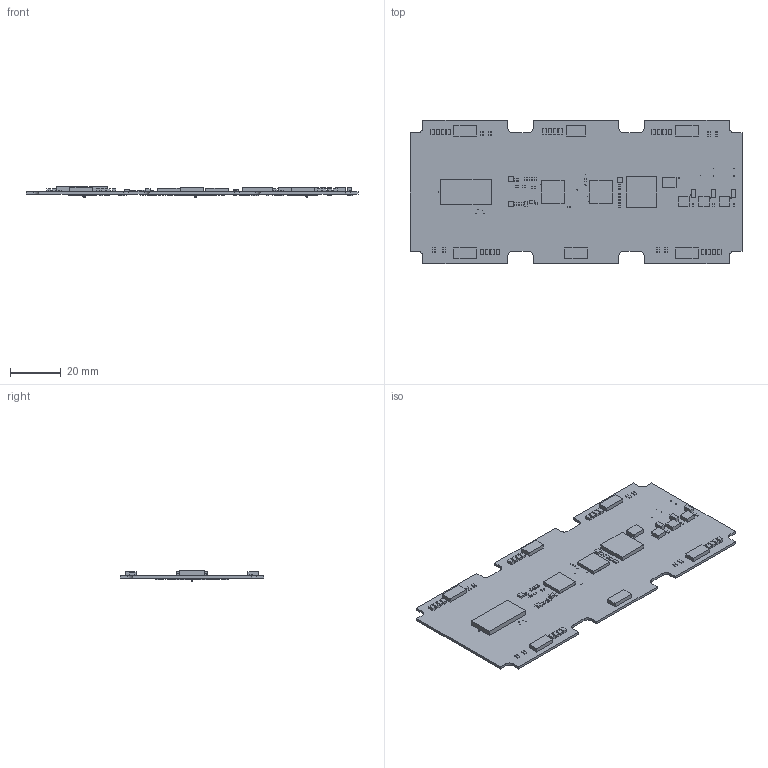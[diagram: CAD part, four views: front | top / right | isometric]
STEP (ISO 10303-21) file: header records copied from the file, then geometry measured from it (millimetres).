
FILE_DESCRIPTION(('Open CASCADE Model'),'2;1');
FILE_NAME('Open CASCADE Shape Model','2020-09-11T11:32:20',('Author'),( 'Open CASCADE'),'Open CASCADE STEP processor 6.8','Open CASCADE 6.8' ,'Unknown');
FILE_SCHEMA(('AUTOMOTIVE_DESIGN { 1 0 10303 214 1 1 1 1 }'));
Length unit declared in the file: millimetre
Products named in the file (248): PCB; Board; Open CASCADE STEP translator 6.8 2.1.1; R148; 6085238656; Extruded; R147; 6084429520; R146; R145; R238; R131; C223; 6085235296; C233; C232; C231; C230; C229; C228; C227; C226; C225; C224; C222; C221; C220; C219; C218; RT2; RT1; R243; R144; P12; 5955724736; R242; 6084443920; R241; 6085231056; R240 ...
Assembly tree (418 placements, depth 4):
  PCB
    Board
      Open CASCADE STEP translator 6.8 2.1.1
    R148
      6085238656
        Extruded
    R147
      6084429520
        Extruded
    R146
      6084429520
        Extruded
    R145
      6084429520
        Extruded
    R238
      6085238656
        Extruded
    R131
      6085238656
        Extruded
    C223
      6085235296
        Extruded
    C233
      6085235296
        Extruded
    C232
      6085235296
        Extruded
    C231
      6085235296
        Extruded
    C230
      6085235296
        Extruded
    C229
      6085235296
        Extruded
    C228
      6085235296
        Extruded
    C227
      6085235296
        Extruded
    C226
      6085235296
        Extruded
    C225
      6085235296
        Extruded
    C224
      6085235296
        Extruded
    C222
      6085235296
        Extruded
    C221
      6085235296
        Extruded
Bounding box: 130.3 x 56.5 x 4.24 mm (x, y, z)
Volume: 8691.1 mm3; surface area: 18346.4 mm2
Topology: 197 solids, 197 shells, 1961 faces, 4620 edges, 3053 vertices
Faces by surface type: plane 1341, cylinder 539, bspline 42, extrusion 27, torus 6, sphere 6
Full cylindrical faces by diameter (mm): 0.15 x264, 0.25 x48, 0.3 x83
Entity records: 31692 total; most frequent: CARTESIAN_POINT 5967, DIRECTION 4940, ORIENTED_EDGE 3852, AXIS2_PLACEMENT_3D 1989, EDGE_CURVE 1926, FACE_BOUND 1497, EDGE_LOOP 1497, VERTEX_POINT 1275
